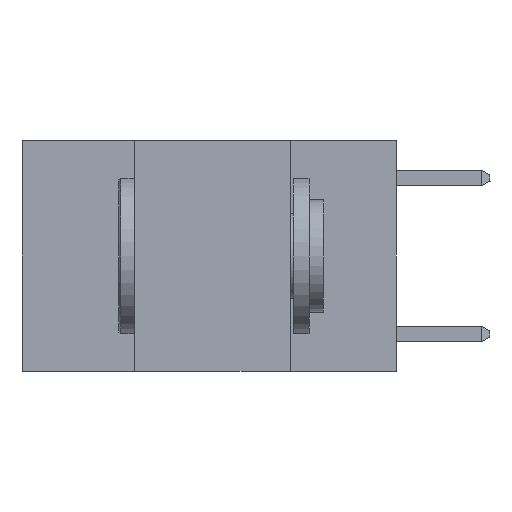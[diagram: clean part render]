
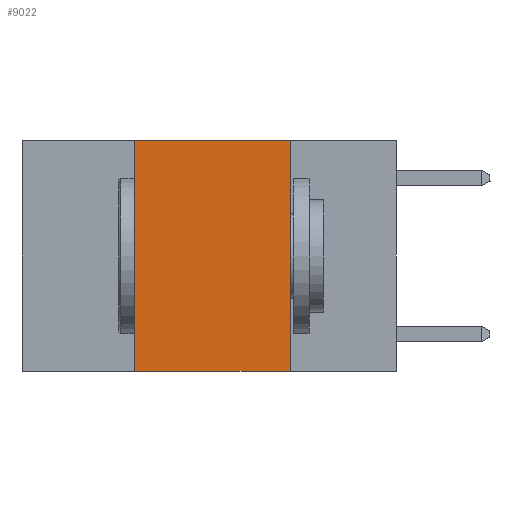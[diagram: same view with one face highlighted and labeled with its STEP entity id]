
A CAD part, left-side view. The second image highlights one B-rep face of the part: STEP entity #9022.
In plain terms, the highlighted planar face has unit normal (-1, 0, 0).
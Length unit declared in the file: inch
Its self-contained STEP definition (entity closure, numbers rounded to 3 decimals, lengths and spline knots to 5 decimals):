
#16 = VECTOR ( 'NONE', #12468, 39.37008 ) ;
#419 = LINE ( 'NONE', #4829, #16 ) ;
#1466 = AXIS2_PLACEMENT_3D ( 'NONE', #7635, #16176, #8952 ) ;
#3096 = EDGE_CURVE ( 'NONE', #16109, #5000, #8294, .T. ) ;
#4000 = LINE ( 'NONE', #14690, #10924 ) ;
#4829 = CARTESIAN_POINT ( 'NONE',  ( 0., 0.6, 0. ) ) ;
#4861 = VECTOR ( 'NONE', #7579, 39.37008 ) ;
#4886 = EDGE_LOOP ( 'NONE', ( #8139, #16166, #6337, #13863 ) ) ;
#5000 = VERTEX_POINT ( 'NONE', #6822 ) ;
#5876 = EDGE_CURVE ( 'NONE', #13057, #16109, #419, .T. ) ;
#6317 = PLANE ( 'NONE',  #1466 ) ;
#6337 = ORIENTED_EDGE ( 'NONE', *, *, #15183, .F. ) ;
#6735 = CARTESIAN_POINT ( 'NONE',  ( 0., 0.42, 0. ) ) ;
#6822 = CARTESIAN_POINT ( 'NONE',  ( 0., 0.17, -0.37 ) ) ;
#7473 = CARTESIAN_POINT ( 'NONE',  ( 0., 0.42, -0.37 ) ) ;
#7579 = DIRECTION ( 'NONE',  ( 0., 0., -1. ) ) ;
#7635 = CARTESIAN_POINT ( 'NONE',  ( 0., 0.6, 0. ) ) ;
#8139 = ORIENTED_EDGE ( 'NONE', *, *, #3096, .F. ) ;
#8294 = LINE ( 'NONE', #10183, #4861 ) ;
#8908 = DIRECTION ( 'NONE',  ( 0., 0., 1. ) ) ;
#8952 = DIRECTION ( 'NONE',  ( 0., 0., -1. ) ) ;
#9022 = ADVANCED_FACE ( 'NONE', ( #14201 ), #6317, .F. ) ;
#9910 = DIRECTION ( 'NONE',  ( 0., -1., 0. ) ) ;
#10183 = CARTESIAN_POINT ( 'NONE',  ( 0., 0.17, 0. ) ) ;
#10538 = VECTOR ( 'NONE', #8908, 39.37008 ) ;
#10924 = VECTOR ( 'NONE', #9910, 39.37008 ) ;
#12468 = DIRECTION ( 'NONE',  ( 0., -1., 0. ) ) ;
#12604 = CARTESIAN_POINT ( 'NONE',  ( 0., 0.42, 0. ) ) ;
#12812 = CARTESIAN_POINT ( 'NONE',  ( 0., 0.17, 0. ) ) ;
#13057 = VERTEX_POINT ( 'NONE', #6735 ) ;
#13420 = EDGE_CURVE ( 'NONE', #13546, #5000, #4000, .T. ) ;
#13546 = VERTEX_POINT ( 'NONE', #7473 ) ;
#13685 = LINE ( 'NONE', #12604, #10538 ) ;
#13863 = ORIENTED_EDGE ( 'NONE', *, *, #13420, .T. ) ;
#14201 = FACE_OUTER_BOUND ( 'NONE', #4886, .T. ) ;
#14690 = CARTESIAN_POINT ( 'NONE',  ( 0., 0.6, -0.37 ) ) ;
#15183 = EDGE_CURVE ( 'NONE', #13546, #13057, #13685, .T. ) ;
#16109 = VERTEX_POINT ( 'NONE', #12812 ) ;
#16166 = ORIENTED_EDGE ( 'NONE', *, *, #5876, .F. ) ;
#16176 = DIRECTION ( 'NONE',  ( 1., 0., 0. ) ) ;
